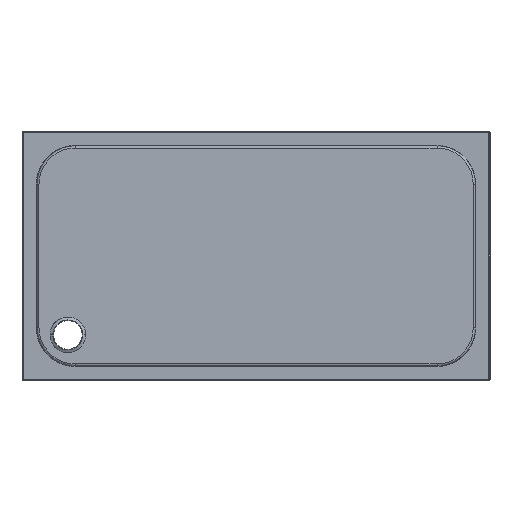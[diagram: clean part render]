
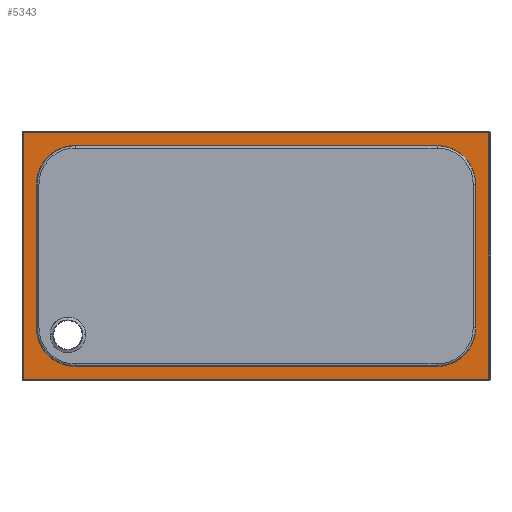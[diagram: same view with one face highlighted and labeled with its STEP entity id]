
A CAD part, front view. The second image highlights one B-rep face of the part: STEP entity #5343.
In plain terms, the highlighted planar face has unit normal (0, -1, 0).
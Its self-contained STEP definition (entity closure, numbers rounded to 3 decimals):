
#79 = CARTESIAN_POINT ( 'NONE',  ( 652.69, 46., -354. ) ) ;
#175 = EDGE_CURVE ( 'NONE', #5359, #730, #960, .T. ) ;
#185 =( BOUNDED_CURVE ( )  B_SPLINE_CURVE ( 3, ( #628, #5182, #1490, #1902 ),
 .UNSPECIFIED., .F., .F. ) 
 B_SPLINE_CURVE_WITH_KNOTS ( ( 4, 4 ),
 ( 4.712, 6.283 ),
 .UNSPECIFIED. ) 
 CURVE ( )  GEOMETRIC_REPRESENTATION_ITEM ( )  RATIONAL_B_SPLINE_CURVE ( ( 1., 0.805, 0.805, 1. ) ) 
 REPRESENTATION_ITEM ( '' )  );
#319 = ORIENTED_EDGE ( 'NONE', *, *, #3117, .F. ) ;
#369 = CARTESIAN_POINT ( 'NONE',  ( 704.058, 46., 302.638 ) ) ;
#404 = CARTESIAN_POINT ( 'NONE',  ( -746., 46., 396. ) ) ;
#433 = VECTOR ( 'NONE', #3523, 1000. ) ;
#458 = EDGE_CURVE ( 'NONE', #886, #673, #911, .T. ) ;
#485 = CARTESIAN_POINT ( 'NONE',  ( 704.058, 46., -302.638 ) ) ;
#495 = CARTESIAN_POINT ( 'NONE',  ( -746., 46., 0. ) ) ;
#535 = ORIENTED_EDGE ( 'NONE', *, *, #1801, .F. ) ;
#548 = CARTESIAN_POINT ( 'NONE',  ( -579.93, 46., -354. ) ) ;
#599 = VECTOR ( 'NONE', #4112, 1000. ) ;
#605 = DIRECTION ( 'NONE',  ( -1., 0., 0. ) ) ;
#628 = CARTESIAN_POINT ( 'NONE',  ( -579.93, 46., 354. ) ) ;
#638 = CARTESIAN_POINT ( 'NONE',  ( -703.943, 46., -230. ) ) ;
#673 = VERTEX_POINT ( 'NONE', #4982 ) ;
#685 = CARTESIAN_POINT ( 'NONE',  ( 0., 46., -396. ) ) ;
#730 = VERTEX_POINT ( 'NONE', #404 ) ;
#745 = DIRECTION ( 'NONE',  ( 0., 0., -1. ) ) ;
#752 = ORIENTED_EDGE ( 'NONE', *, *, #3710, .F. ) ;
#886 = VERTEX_POINT ( 'NONE', #638 ) ;
#911 =( BOUNDED_CURVE ( )  B_SPLINE_CURVE ( 3, ( #1464, #1792, #2621, #548 ),
 .UNSPECIFIED., .F., .F. ) 
 B_SPLINE_CURVE_WITH_KNOTS ( ( 4, 4 ),
 ( 0., 1.571 ),
 .UNSPECIFIED. ) 
 CURVE ( )  GEOMETRIC_REPRESENTATION_ITEM ( )  RATIONAL_B_SPLINE_CURVE ( ( 1., 0.805, 0.805, 1. ) ) 
 REPRESENTATION_ITEM ( '' )  );
#960 = LINE ( 'NONE', #495, #599 ) ;
#997 = ORIENTED_EDGE ( 'NONE', *, *, #3406, .F. ) ;
#1012 = CARTESIAN_POINT ( 'NONE',  ( 746., 46., 396. ) ) ;
#1022 = CARTESIAN_POINT ( 'NONE',  ( -703.943, 46., 230. ) ) ;
#1024 = VERTEX_POINT ( 'NONE', #1022 ) ;
#1033 = VECTOR ( 'NONE', #605, 1000. ) ;
#1054 = ORIENTED_EDGE ( 'NONE', *, *, #2720, .F. ) ;
#1101 = VERTEX_POINT ( 'NONE', #1813 ) ;
#1136 = DIRECTION ( 'NONE',  ( 1., 0., 0. ) ) ;
#1235 = CARTESIAN_POINT ( 'NONE',  ( -746., 46., -396. ) ) ;
#1241 = LINE ( 'NONE', #2183, #4682 ) ;
#1311 = CARTESIAN_POINT ( 'NONE',  ( 704.058, 46., -230. ) ) ;
#1405 = EDGE_CURVE ( 'NONE', #730, #1777, #5200, .T. ) ;
#1452 = VERTEX_POINT ( 'NONE', #2805 ) ;
#1464 = CARTESIAN_POINT ( 'NONE',  ( -703.943, 46., -230. ) ) ;
#1490 = CARTESIAN_POINT ( 'NONE',  ( -703.943, 46., 302.638 ) ) ;
#1530 = DIRECTION ( 'NONE',  ( 0., 0., 1. ) ) ;
#1570 = AXIS2_PLACEMENT_3D ( 'NONE', #2443, #4894, #1530 ) ;
#1608 = CARTESIAN_POINT ( 'NONE',  ( 580.045, 46., 354. ) ) ;
#1777 = VERTEX_POINT ( 'NONE', #1012 ) ;
#1792 = CARTESIAN_POINT ( 'NONE',  ( -703.943, 46., -302.638 ) ) ;
#1801 = EDGE_CURVE ( 'NONE', #3679, #5359, #4771, .T. ) ;
#1813 = CARTESIAN_POINT ( 'NONE',  ( 580.045, 46., -354. ) ) ;
#1902 = CARTESIAN_POINT ( 'NONE',  ( -703.943, 46., 230. ) ) ;
#1984 = DIRECTION ( 'NONE',  ( 1., 0., 0. ) ) ;
#2021 = CARTESIAN_POINT ( 'NONE',  ( 652.69, 46., 354. ) ) ;
#2026 = FACE_OUTER_BOUND ( 'NONE', #2060, .T. ) ;
#2060 = EDGE_LOOP ( 'NONE', ( #4268, #535, #1054, #4073 ) ) ;
#2146 = LINE ( 'NONE', #4277, #5085 ) ;
#2183 = CARTESIAN_POINT ( 'NONE',  ( 0., 46., 354. ) ) ;
#2222 = EDGE_CURVE ( 'NONE', #673, #1101, #4909, .T. ) ;
#2279 = EDGE_CURVE ( 'NONE', #1101, #3496, #4470, .T. ) ;
#2296 = CARTESIAN_POINT ( 'NONE',  ( 704.058, 46., 0. ) ) ;
#2307 = ORIENTED_EDGE ( 'NONE', *, *, #2279, .F. ) ;
#2370 = VERTEX_POINT ( 'NONE', #5057 ) ;
#2431 = EDGE_CURVE ( 'NONE', #3496, #4057, #4344, .T. ) ;
#2443 = CARTESIAN_POINT ( 'NONE',  ( 0., 46., 0. ) ) ;
#2571 = EDGE_LOOP ( 'NONE', ( #2860, #2307, #4084, #3477, #997, #319, #752, #4787 ) ) ;
#2621 = CARTESIAN_POINT ( 'NONE',  ( -652.575, 46., -354. ) ) ;
#2720 = EDGE_CURVE ( 'NONE', #1777, #3679, #3689, .T. ) ;
#2805 = CARTESIAN_POINT ( 'NONE',  ( 580.045, 46., 354. ) ) ;
#2860 = ORIENTED_EDGE ( 'NONE', *, *, #2431, .F. ) ;
#2870 = VECTOR ( 'NONE', #745, 1000. ) ;
#2939 = CARTESIAN_POINT ( 'NONE',  ( 704.058, 46., -230. ) ) ;
#3095 = VECTOR ( 'NONE', #1136, 1000. ) ;
#3117 = EDGE_CURVE ( 'NONE', #2370, #1024, #185, .T. ) ;
#3143 =( BOUNDED_CURVE ( )  B_SPLINE_CURVE ( 3, ( #4508, #369, #2021, #1608 ),
 .UNSPECIFIED., .F., .T. ) 
 B_SPLINE_CURVE_WITH_KNOTS ( ( 4, 4 ),
 ( 3.142, 4.712 ),
 .UNSPECIFIED. ) 
 CURVE ( )  GEOMETRIC_REPRESENTATION_ITEM ( )  RATIONAL_B_SPLINE_CURVE ( ( 1., 0.805, 0.805, 1. ) ) 
 REPRESENTATION_ITEM ( '' )  );
#3367 = CARTESIAN_POINT ( 'NONE',  ( 746., 46., -396. ) ) ;
#3406 = EDGE_CURVE ( 'NONE', #1024, #886, #2146, .T. ) ;
#3477 = ORIENTED_EDGE ( 'NONE', *, *, #458, .F. ) ;
#3496 = VERTEX_POINT ( 'NONE', #1311 ) ;
#3523 = DIRECTION ( 'NONE',  ( 0., 0., 1. ) ) ;
#3679 = VERTEX_POINT ( 'NONE', #3367 ) ;
#3689 = LINE ( 'NONE', #3980, #2870 ) ;
#3710 = EDGE_CURVE ( 'NONE', #1452, #2370, #1241, .T. ) ;
#3760 = CARTESIAN_POINT ( 'NONE',  ( 580.045, 46., -354. ) ) ;
#3980 = CARTESIAN_POINT ( 'NONE',  ( 746., 46., 0. ) ) ;
#3994 = VECTOR ( 'NONE', #1984, 1000. ) ;
#4057 = VERTEX_POINT ( 'NONE', #4709 ) ;
#4062 = CARTESIAN_POINT ( 'NONE',  ( 0., 46., -354. ) ) ;
#4073 = ORIENTED_EDGE ( 'NONE', *, *, #1405, .F. ) ;
#4084 = ORIENTED_EDGE ( 'NONE', *, *, #2222, .F. ) ;
#4112 = DIRECTION ( 'NONE',  ( 0., 0., 1. ) ) ;
#4268 = ORIENTED_EDGE ( 'NONE', *, *, #175, .F. ) ;
#4277 = CARTESIAN_POINT ( 'NONE',  ( -703.943, 46., 0. ) ) ;
#4309 = FACE_BOUND ( 'NONE', #2571, .T. ) ;
#4344 = LINE ( 'NONE', #2296, #433 ) ;
#4470 =( BOUNDED_CURVE ( )  B_SPLINE_CURVE ( 3, ( #3760, #79, #485, #2939 ),
 .UNSPECIFIED., .F., .F. ) 
 B_SPLINE_CURVE_WITH_KNOTS ( ( 4, 4 ),
 ( 1.571, 3.142 ),
 .UNSPECIFIED. ) 
 CURVE ( )  GEOMETRIC_REPRESENTATION_ITEM ( )  RATIONAL_B_SPLINE_CURVE ( ( 1., 0.805, 0.805, 1. ) ) 
 REPRESENTATION_ITEM ( '' )  );
#4508 = CARTESIAN_POINT ( 'NONE',  ( 704.058, 46., 230. ) ) ;
#4629 = DIRECTION ( 'NONE',  ( 0., 0., -1. ) ) ;
#4639 = DIRECTION ( 'NONE',  ( -1., 0., 0. ) ) ;
#4682 = VECTOR ( 'NONE', #4639, 1000. ) ;
#4709 = CARTESIAN_POINT ( 'NONE',  ( 704.058, 46., 230. ) ) ;
#4771 = LINE ( 'NONE', #685, #1033 ) ;
#4787 = ORIENTED_EDGE ( 'NONE', *, *, #5014, .F. ) ;
#4872 = CARTESIAN_POINT ( 'NONE',  ( 0., 46., 396. ) ) ;
#4894 = DIRECTION ( 'NONE',  ( 0., 1., 0. ) ) ;
#4909 = LINE ( 'NONE', #4062, #3994 ) ;
#4921 = PLANE ( 'NONE',  #1570 ) ;
#4982 = CARTESIAN_POINT ( 'NONE',  ( -579.93, 46., -354. ) ) ;
#5014 = EDGE_CURVE ( 'NONE', #4057, #1452, #3143, .T. ) ;
#5057 = CARTESIAN_POINT ( 'NONE',  ( -579.93, 46., 354. ) ) ;
#5085 = VECTOR ( 'NONE', #4629, 1000. ) ;
#5182 = CARTESIAN_POINT ( 'NONE',  ( -652.575, 46., 354. ) ) ;
#5200 = LINE ( 'NONE', #4872, #3095 ) ;
#5343 = ADVANCED_FACE ( 'NONE', ( #4309, #2026 ), #4921, .F. ) ;
#5359 = VERTEX_POINT ( 'NONE', #1235 ) ;
